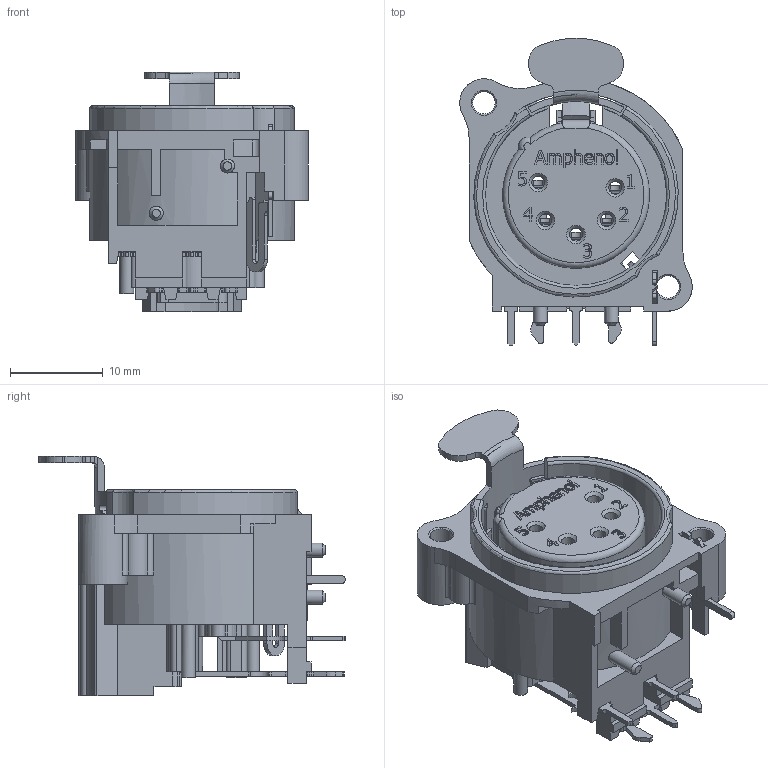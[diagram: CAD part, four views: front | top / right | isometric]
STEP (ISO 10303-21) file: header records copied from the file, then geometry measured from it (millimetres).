
FILE_DESCRIPTION((''),'2;1');
FILE_NAME('AC5FAH-AU.stp','2014-09-05T14:36:53',('minh'),(''),'Autodesk Inventor 2012','Autodesk Inventor 2012','');
FILE_SCHEMA(('AUTOMOTIVE_DESIGN { 1 0 10303 214 1 1 1 1 }'));
Length unit declared in the file: millimetre
Products named in the file (10): AC5FAH-AU; fayC1EDu9ut-None_1; fayC1EDu9ut-None_1A; fayC1EDu9ut-None_1B; fayC1EDu9ut-None_1C; fayC1EDu9ut-None_1D; fayC1EDu9ut-None_1E; fayC1EDu9ut-None_1F; fayC1EDu9ut-None_1G; 53480113-500
Assembly tree (9 placements, depth 2):
  AC5FAH-AU
    fayC1EDu9ut-None_1
    fayC1EDu9ut-None_1A
    fayC1EDu9ut-None_1B
    fayC1EDu9ut-None_1C
    fayC1EDu9ut-None_1D
    fayC1EDu9ut-None_1E
    fayC1EDu9ut-None_1F
    fayC1EDu9ut-None_1G
    53480113-500
Bounding box: 25 x 33.02 x 25.8 mm (x, y, z)
Volume: 5045.5 mm3; surface area: 7861.8 mm2
Topology: 9 solids, 11 shells, 1045 faces, 2924 edges, 1917 vertices
Faces by surface type: plane 672, cylinder 242, bspline 108, cone 13, torus 10
Full cylindrical faces by diameter (mm): 1.2 x3, 1.4 x5, 1.5 x3, 2.4 x1, 3 x1, 5.2 x1
Entity records: 35766 total; most frequent: CARTESIAN_POINT 9102, ORIENTED_EDGE 5776, DIRECTION 5070, EDGE_CURVE 2888, VECTOR 2052, LINE 2052, VERTEX_POINT 1906, AXIS2_PLACEMENT_3D 1509
